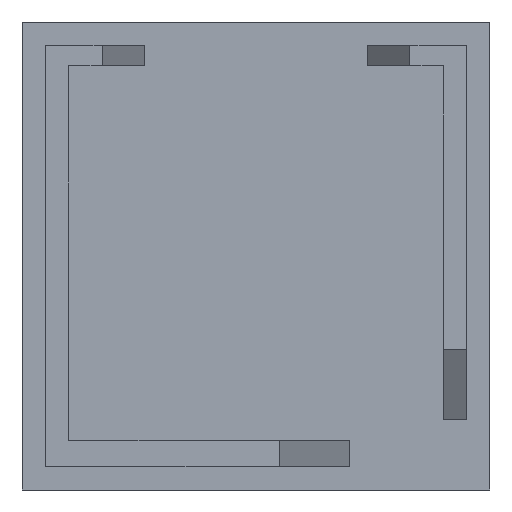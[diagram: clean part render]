
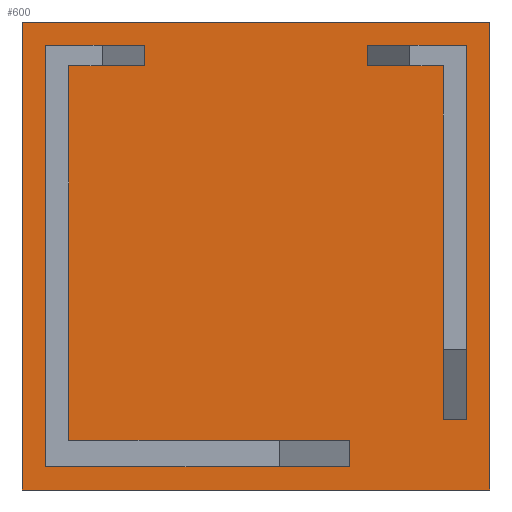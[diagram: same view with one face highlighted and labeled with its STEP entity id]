
A CAD part, left-side view. The second image highlights one B-rep face of the part: STEP entity #600.
In plain terms, the highlighted planar face has unit normal (-1, 0, 0).
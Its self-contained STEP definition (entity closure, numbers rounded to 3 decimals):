
#18 = ORIENTED_EDGE ( 'NONE', *, *, #1843, .F. ) ;
#24 = VECTOR ( 'NONE', #1213, 1000. ) ;
#34 = ORIENTED_EDGE ( 'NONE', *, *, #1498, .F. ) ;
#62 = VECTOR ( 'NONE', #927, 1000. ) ;
#66 = VERTEX_POINT ( 'NONE', #1652 ) ;
#77 = ORIENTED_EDGE ( 'NONE', *, *, #1627, .T. ) ;
#108 = VERTEX_POINT ( 'NONE', #1878 ) ;
#131 = ORIENTED_EDGE ( 'NONE', *, *, #1164, .F. ) ;
#133 = LINE ( 'NONE', #1490, #550 ) ;
#145 = ORIENTED_EDGE ( 'NONE', *, *, #992, .F. ) ;
#155 = ORIENTED_EDGE ( 'NONE', *, *, #1626, .F. ) ;
#182 = EDGE_CURVE ( 'NONE', #2264, #66, #702, .T. ) ;
#210 = VECTOR ( 'NONE', #759, 1000. ) ;
#216 = VERTEX_POINT ( 'NONE', #721 ) ;
#218 = ORIENTED_EDGE ( 'NONE', *, *, #1381, .F. ) ;
#225 = CARTESIAN_POINT ( 'NONE',  ( -46., -16., 16. ) ) ;
#248 = VECTOR ( 'NONE', #1363, 1000. ) ;
#287 = VECTOR ( 'NONE', #1436, 1000. ) ;
#295 = DIRECTION ( 'NONE',  ( 0., 0., 1. ) ) ;
#309 = DIRECTION ( 'NONE',  ( 0., 1., 0. ) ) ;
#328 = EDGE_CURVE ( 'NONE', #1689, #1617, #1472, .T. ) ;
#336 = LINE ( 'NONE', #1376, #1737 ) ;
#392 = VECTOR ( 'NONE', #2265, 1000. ) ;
#399 = CARTESIAN_POINT ( 'NONE',  ( -46., 18., -18.25 ) ) ;
#402 = CARTESIAN_POINT ( 'NONE',  ( -46., 9.552, 17.75 ) ) ;
#404 = EDGE_LOOP ( 'NONE', ( #155, #930, #218, #1957, #1078, #1629, #2139, #2044 ) ) ;
#414 = CARTESIAN_POINT ( 'NONE',  ( -46., -18., -20.25 ) ) ;
#428 = ORIENTED_EDGE ( 'NONE', *, *, #2121, .F. ) ;
#454 = VECTOR ( 'NONE', #961, 1000. ) ;
#468 = DIRECTION ( 'NONE',  ( 0., 0., 1. ) ) ;
#480 = ORIENTED_EDGE ( 'NONE', *, *, #1903, .F. ) ;
#526 = DIRECTION ( 'NONE',  ( 0., -1., 0. ) ) ;
#550 = VECTOR ( 'NONE', #632, 1000. ) ;
#591 = VECTOR ( 'NONE', #1334, 1000. ) ;
#600 = ADVANCED_FACE ( 'NONE', ( #1033, #1757, #1050 ), #719, .T. ) ;
#603 = VERTEX_POINT ( 'NONE', #2090 ) ;
#632 = DIRECTION ( 'NONE',  ( 0., 1., 0. ) ) ;
#655 = CARTESIAN_POINT ( 'NONE',  ( -46., -8., -14.25 ) ) ;
#702 = LINE ( 'NONE', #2101, #392 ) ;
#705 = LINE ( 'NONE', #1066, #1555 ) ;
#719 = PLANE ( 'NONE',  #2214 ) ;
#721 = CARTESIAN_POINT ( 'NONE',  ( -46., -9.552, 17.75 ) ) ;
#723 = VERTEX_POINT ( 'NONE', #901 ) ;
#751 = LINE ( 'NONE', #1959, #454 ) ;
#759 = DIRECTION ( 'NONE',  ( 0., 1., 0. ) ) ;
#782 = LINE ( 'NONE', #2137, #210 ) ;
#803 = LINE ( 'NONE', #1011, #1106 ) ;
#804 = CARTESIAN_POINT ( 'NONE',  ( -46., -16., -16. ) ) ;
#810 = LINE ( 'NONE', #655, #248 ) ;
#824 = LINE ( 'NONE', #1519, #1184 ) ;
#837 = EDGE_CURVE ( 'NONE', #1729, #1617, #803, .T. ) ;
#855 = ORIENTED_EDGE ( 'NONE', *, *, #182, .F. ) ;
#901 = CARTESIAN_POINT ( 'NONE',  ( -46., 20., 19.75 ) ) ;
#911 = CARTESIAN_POINT ( 'NONE',  ( -46., -20., -20.25 ) ) ;
#914 = LINE ( 'NONE', #1667, #1223 ) ;
#927 = DIRECTION ( 'NONE',  ( 0., 0., 1. ) ) ;
#930 = ORIENTED_EDGE ( 'NONE', *, *, #1819, .F. ) ;
#939 = ORIENTED_EDGE ( 'NONE', *, *, #1385, .T. ) ;
#944 = ORIENTED_EDGE ( 'NONE', *, *, #1758, .T. ) ;
#947 = LINE ( 'NONE', #804, #1812 ) ;
#961 = DIRECTION ( 'NONE',  ( 0., 0., 1. ) ) ;
#992 = EDGE_CURVE ( 'NONE', #108, #2264, #947, .T. ) ;
#999 = CARTESIAN_POINT ( 'NONE',  ( -46., 16., 16. ) ) ;
#1011 = CARTESIAN_POINT ( 'NONE',  ( -46., 18., 17.75 ) ) ;
#1020 = CARTESIAN_POINT ( 'NONE',  ( -46., -18., -20.25 ) ) ;
#1033 = FACE_BOUND ( 'NONE', #404, .T. ) ;
#1050 = FACE_OUTER_BOUND ( 'NONE', #1470, .T. ) ;
#1066 = CARTESIAN_POINT ( 'NONE',  ( -46., 20., 19.75 ) ) ;
#1078 = ORIENTED_EDGE ( 'NONE', *, *, #837, .F. ) ;
#1106 = VECTOR ( 'NONE', #309, 1000. ) ;
#1108 = VERTEX_POINT ( 'NONE', #999 ) ;
#1120 = VERTEX_POINT ( 'NONE', #1713 ) ;
#1148 = LINE ( 'NONE', #1020, #1477 ) ;
#1151 = CARTESIAN_POINT ( 'NONE',  ( -46., -16., -14.25 ) ) ;
#1156 = VERTEX_POINT ( 'NONE', #1198 ) ;
#1164 = EDGE_CURVE ( 'NONE', #1786, #108, #336, .T. ) ;
#1177 = VERTEX_POINT ( 'NONE', #1695 ) ;
#1184 = VECTOR ( 'NONE', #468, 1000. ) ;
#1198 = CARTESIAN_POINT ( 'NONE',  ( -46., 20., -20.25 ) ) ;
#1204 = LINE ( 'NONE', #911, #24 ) ;
#1206 = DIRECTION ( 'NONE',  ( 0., -1., 0. ) ) ;
#1212 = CARTESIAN_POINT ( 'NONE',  ( -46., 18., -18.25 ) ) ;
#1213 = DIRECTION ( 'NONE',  ( 0., 0., 1. ) ) ;
#1223 = VECTOR ( 'NONE', #1502, 1000. ) ;
#1261 = VERTEX_POINT ( 'NONE', #2023 ) ;
#1268 = CARTESIAN_POINT ( 'NONE',  ( -46., 18., -20.25 ) ) ;
#1279 = DIRECTION ( 'NONE',  ( 0., -1., 0. ) ) ;
#1334 = DIRECTION ( 'NONE',  ( 0., 0., 1. ) ) ;
#1342 = EDGE_CURVE ( 'NONE', #1108, #1177, #1728, .T. ) ;
#1363 = DIRECTION ( 'NONE',  ( 0., 0., 1. ) ) ;
#1376 = CARTESIAN_POINT ( 'NONE',  ( -46., -16., 16. ) ) ;
#1378 = DIRECTION ( 'NONE',  ( 0., 0., 1. ) ) ;
#1381 = EDGE_CURVE ( 'NONE', #1689, #1261, #1564, .T. ) ;
#1385 = EDGE_CURVE ( 'NONE', #1120, #1448, #1204, .T. ) ;
#1386 = CARTESIAN_POINT ( 'NONE',  ( -46., -18., 17.75 ) ) ;
#1419 = CARTESIAN_POINT ( 'NONE',  ( -46., -20., 19.75 ) ) ;
#1436 = DIRECTION ( 'NONE',  ( 0., -1., 0. ) ) ;
#1445 = EDGE_LOOP ( 'NONE', ( #855, #145, #131, #944, #18, #480 ) ) ;
#1448 = VERTEX_POINT ( 'NONE', #1419 ) ;
#1452 = CARTESIAN_POINT ( 'NONE',  ( -46., 18., 17.75 ) ) ;
#1470 = EDGE_LOOP ( 'NONE', ( #77, #939, #34, #428 ) ) ;
#1472 = LINE ( 'NONE', #1268, #62 ) ;
#1477 = VECTOR ( 'NONE', #295, 1000. ) ;
#1488 = VERTEX_POINT ( 'NONE', #1386 ) ;
#1490 = CARTESIAN_POINT ( 'NONE',  ( -46., 18., 17.75 ) ) ;
#1498 = EDGE_CURVE ( 'NONE', #723, #1448, #705, .T. ) ;
#1502 = DIRECTION ( 'NONE',  ( 0., 0., 1. ) ) ;
#1503 = CARTESIAN_POINT ( 'NONE',  ( -46., -9.552, 16. ) ) ;
#1519 = CARTESIAN_POINT ( 'NONE',  ( -46., 9.552, -2.5 ) ) ;
#1522 = DIRECTION ( 'NONE',  ( 0., -1., 0. ) ) ;
#1555 = VECTOR ( 'NONE', #1206, 1000. ) ;
#1564 = LINE ( 'NONE', #399, #1743 ) ;
#1578 = DIRECTION ( 'NONE',  ( -1., 0., 0. ) ) ;
#1617 = VERTEX_POINT ( 'NONE', #1452 ) ;
#1626 = EDGE_CURVE ( 'NONE', #603, #2061, #782, .T. ) ;
#1627 = EDGE_CURVE ( 'NONE', #1156, #1120, #2004, .T. ) ;
#1629 = ORIENTED_EDGE ( 'NONE', *, *, #1856, .F. ) ;
#1652 = CARTESIAN_POINT ( 'NONE',  ( -46., -18., -14.25 ) ) ;
#1659 = DIRECTION ( 'NONE',  ( 0., 0., -1. ) ) ;
#1667 = CARTESIAN_POINT ( 'NONE',  ( -46., -9.552, -2.5 ) ) ;
#1684 = LINE ( 'NONE', #2230, #591 ) ;
#1689 = VERTEX_POINT ( 'NONE', #1212 ) ;
#1695 = CARTESIAN_POINT ( 'NONE',  ( -46., 9.552, 16. ) ) ;
#1713 = CARTESIAN_POINT ( 'NONE',  ( -46., -20., -20.25 ) ) ;
#1728 = LINE ( 'NONE', #225, #287 ) ;
#1729 = VERTEX_POINT ( 'NONE', #402 ) ;
#1733 = CARTESIAN_POINT ( 'NONE',  ( -46., 18., -20.25 ) ) ;
#1737 = VECTOR ( 'NONE', #1522, 1000. ) ;
#1743 = VECTOR ( 'NONE', #526, 1000. ) ;
#1757 = FACE_BOUND ( 'NONE', #1445, .T. ) ;
#1758 = EDGE_CURVE ( 'NONE', #1786, #216, #914, .T. ) ;
#1786 = VERTEX_POINT ( 'NONE', #1503 ) ;
#1812 = VECTOR ( 'NONE', #1659, 1000. ) ;
#1814 = CARTESIAN_POINT ( 'NONE',  ( -46., 16., -16. ) ) ;
#1819 = EDGE_CURVE ( 'NONE', #1261, #603, #810, .T. ) ;
#1843 = EDGE_CURVE ( 'NONE', #1488, #216, #133, .T. ) ;
#1856 = EDGE_CURVE ( 'NONE', #1177, #1729, #824, .T. ) ;
#1878 = CARTESIAN_POINT ( 'NONE',  ( -46., -16., 16. ) ) ;
#1903 = EDGE_CURVE ( 'NONE', #66, #1488, #1148, .T. ) ;
#1957 = ORIENTED_EDGE ( 'NONE', *, *, #328, .T. ) ;
#1959 = CARTESIAN_POINT ( 'NONE',  ( -46., 20., -20.25 ) ) ;
#2004 = LINE ( 'NONE', #414, #2071 ) ;
#2023 = CARTESIAN_POINT ( 'NONE',  ( -46., -8., -18.25 ) ) ;
#2044 = ORIENTED_EDGE ( 'NONE', *, *, #2206, .F. ) ;
#2061 = VERTEX_POINT ( 'NONE', #1814 ) ;
#2071 = VECTOR ( 'NONE', #1279, 1000. ) ;
#2090 = CARTESIAN_POINT ( 'NONE',  ( -46., -8., -16. ) ) ;
#2101 = CARTESIAN_POINT ( 'NONE',  ( -46., -8., -14.25 ) ) ;
#2121 = EDGE_CURVE ( 'NONE', #1156, #723, #751, .T. ) ;
#2137 = CARTESIAN_POINT ( 'NONE',  ( -46., -16., -16. ) ) ;
#2139 = ORIENTED_EDGE ( 'NONE', *, *, #1342, .F. ) ;
#2206 = EDGE_CURVE ( 'NONE', #2061, #1108, #1684, .T. ) ;
#2214 = AXIS2_PLACEMENT_3D ( 'NONE', #1733, #1578, #1378 ) ;
#2230 = CARTESIAN_POINT ( 'NONE',  ( -46., 16., -16. ) ) ;
#2264 = VERTEX_POINT ( 'NONE', #1151 ) ;
#2265 = DIRECTION ( 'NONE',  ( 0., -1., 0. ) ) ;
